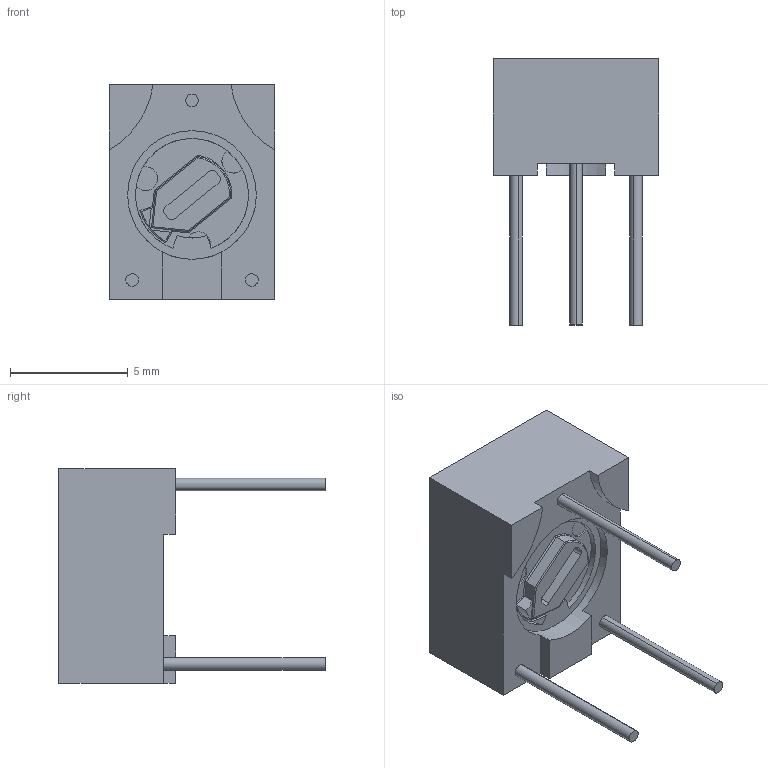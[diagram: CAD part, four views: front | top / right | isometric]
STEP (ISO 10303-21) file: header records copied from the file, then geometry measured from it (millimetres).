
FILE_DESCRIPTION((''),'2;1');
FILE_NAME('62B_SW0002','2013-03-21T',('BMozley'),(''),'PRO/ENGINEER BY PARAMETRIC TECHNOLOGY CORPORATION, 2012480','PRO/ENGINEER BY PARAMETRIC TECHNOLOGY CORPORATION, 2012480','');
FILE_SCHEMA(('CONFIG_CONTROL_DESIGN'));
Length unit declared in the file: inch
Products named in the file (1): 62B_SW0002
Bounding box: 7.04 x 11.3 x 9.09 mm (x, y, z)
Volume: 281.6 mm3; surface area: 548 mm2
Topology: 1 solids, 1 shells, 219 faces, 605 edges, 394 vertices
Faces by surface type: plane 157, cylinder 51, torus 11
Entity records: 7109 total; most frequent: CARTESIAN_POINT 1382, ORIENTED_EDGE 1210, DIRECTION 1154, EDGE_CURVE 605, VECTOR 460, LINE 460, VERTEX_POINT 394, AXIS2_PLACEMENT_3D 347
